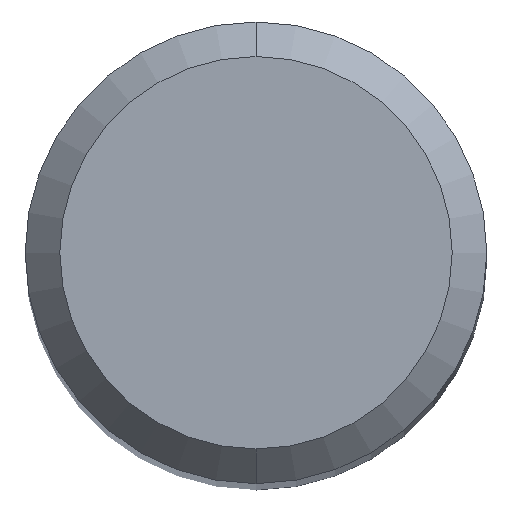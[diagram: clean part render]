
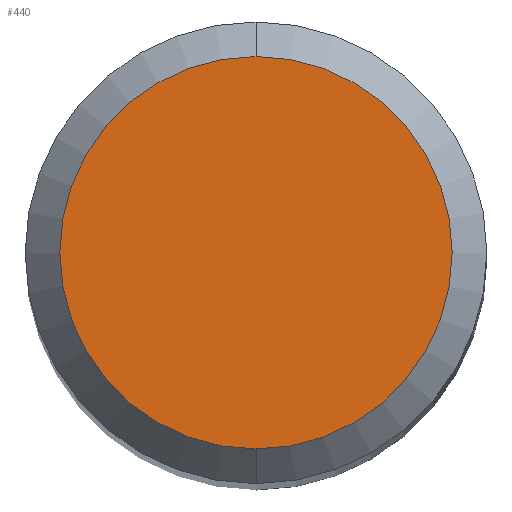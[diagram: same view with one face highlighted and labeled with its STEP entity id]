
A CAD part, top view. The second image highlights one B-rep face of the part: STEP entity #440.
In plain terms, the highlighted planar face has unit normal (0, 0, 1).
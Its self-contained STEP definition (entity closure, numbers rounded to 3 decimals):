
#186=VERTEX_POINT('',#481);
#192=EDGE_CURVE('',#186,#272,#488,.T.);
#272=VERTEX_POINT('',#575);
#440=ADVANCED_FACE('',(#761),#762,.T.);
#442=EDGE_CURVE('',#272,#186,#764,.T.);
#481=CARTESIAN_POINT('',(0.0,1.7,0.0));
#488=CIRCLE('',#836,1.7);
#575=CARTESIAN_POINT('',(0.,-1.7,0.0));
#761=FACE_OUTER_BOUND('',#1380,.T.);
#762=PLANE('',#1381);
#764=CIRCLE('',#1384,1.7);
#836=AXIS2_PLACEMENT_3D('',#1425,#1426,#1427);
#1380=EDGE_LOOP('',(#1718,#1719));
#1381=AXIS2_PLACEMENT_3D('',#1720,#1721,#1722);
#1384=AXIS2_PLACEMENT_3D('',#1723,#1724,#1725);
#1425=CARTESIAN_POINT('',(0.0,0.0,0.0));
#1426=DIRECTION('',(0.0,0.0,-1.0));
#1427=DIRECTION('',(0.0,1.0,0.0));
#1718=ORIENTED_EDGE('',*,*,#192,.F.);
#1719=ORIENTED_EDGE('',*,*,#442,.F.);
#1720=CARTESIAN_POINT('',(0.0,0.85,0.0));
#1721=DIRECTION('',(-0.0,0.0,1.0));
#1722=DIRECTION('',(0.0,-1.0,0.0));
#1723=CARTESIAN_POINT('',(0.0,0.0,0.0));
#1724=DIRECTION('',(0.0,0.0,-1.0));
#1725=DIRECTION('',(0.0,1.0,0.0));
